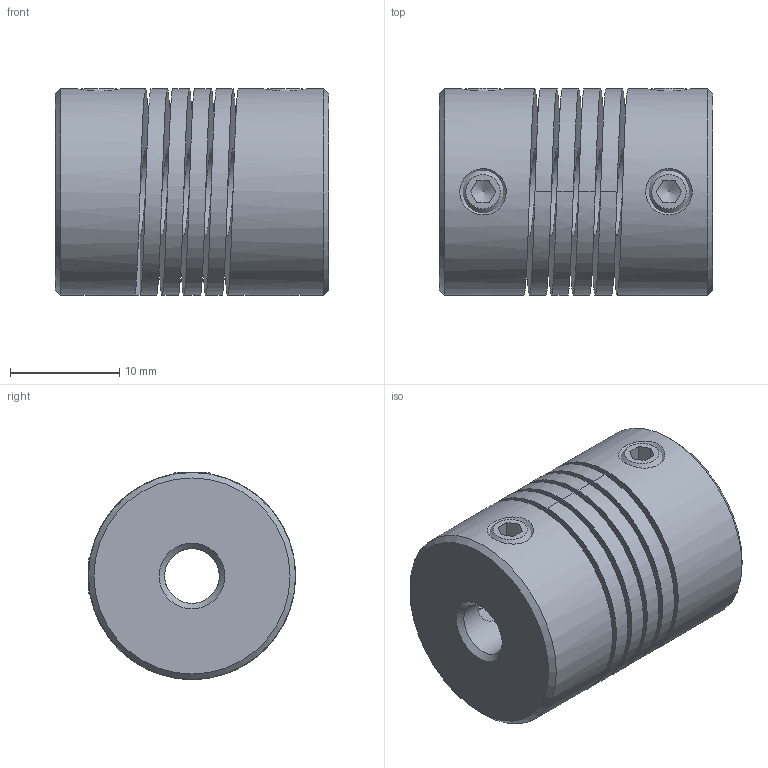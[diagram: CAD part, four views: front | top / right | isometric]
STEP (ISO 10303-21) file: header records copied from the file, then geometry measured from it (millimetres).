
FILE_DESCRIPTION(/* description */ (''),/* implementation_level */ '2;1');
FILE_NAME(/* name */ 'FLEXIBLE COUPLE (5MM.8MM).stp',/* time_stamp */ '2023-03-01T15:17:47+02:00',/* author */ ('arnold.brand'),/* organization */ (''),/* preprocessor_version */ 'ST-DEVELOPER v19.2',/* originating_system */ 'Autodesk Inventor 2023',/* authorisation */ '');
FILE_SCHEMA (('AUTOMOTIVE_DESIGN { 1 0 10303 214 3 1 1 }'));
Length unit declared in the file: millimetre
Products named in the file (3): FLEXIBLE COUPLE (5MM.8MM); FLEXIBLE COUPLE (5MM.8MM)_1; DIN 916 - M4  x  6
Assembly tree (5 placements, depth 2):
  FLEXIBLE COUPLE (5MM.8MM)
    FLEXIBLE COUPLE (5MM.8MM)_1
    DIN 916 - M4  x  6  x4
Bounding box: 25 x 18.92 x 18.92 mm (x, y, z)
Volume: 5422.9 mm3; surface area: 5236.7 mm2
Topology: 5 solids, 5 shells, 103 faces, 256 edges, 153 vertices
Faces by surface type: plane 57, cylinder 20, cone 20, bspline 6
Full cylindrical faces by diameter (mm): 3.242 x4, 4 x4, 5 x1, 8.02 x5, 18.92 x5
Entity records: 3359 total; most frequent: CARTESIAN_POINT 2039, ORIENTED_EDGE 274, DIRECTION 218, EDGE_CURVE 137, VERTEX_POINT 87, AXIS2_PLACEMENT_3D 78, LINE 62, VECTOR 62
